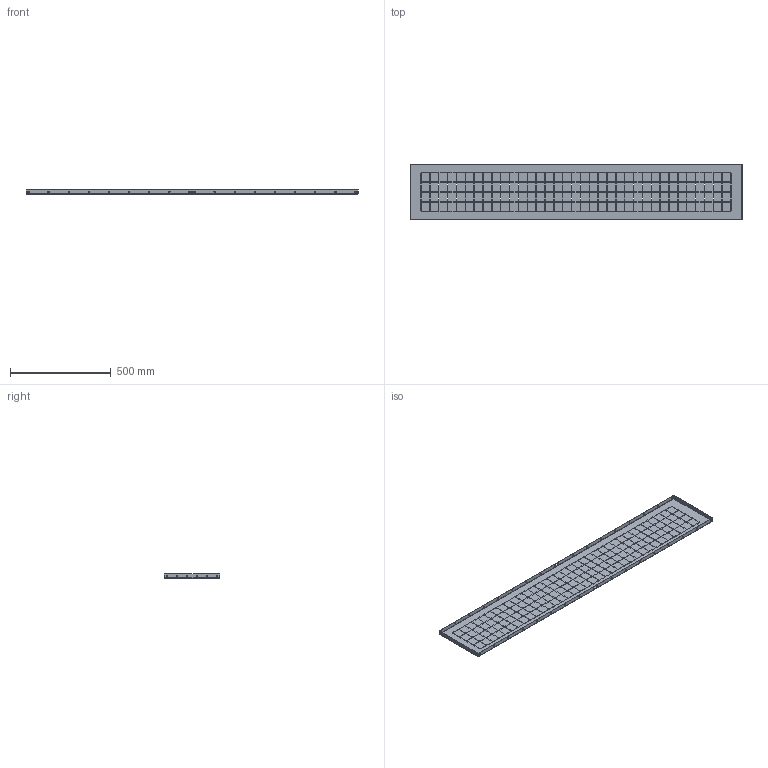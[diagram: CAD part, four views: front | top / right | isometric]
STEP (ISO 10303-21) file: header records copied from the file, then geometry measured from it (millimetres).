
FILE_DESCRIPTION (( 'STEP AP214' ), '1' );
FILE_NAME ('ÌÈ-2573.00.00.001 Ïåðåãîðîäêà âåðòèêàëüíàÿ ïî ãëóáèíå øêàôà 1800õ400.STEP', '2022-12-09T06:25:23', ( '' ), ( '' ), 'SwSTEP 2.0', 'SolidWorks 2021', '' );
FILE_SCHEMA (( 'AUTOMOTIVE_DESIGN' ));
Length unit declared in the file: millimetre
Products named in the file (1): ÌÈ-2573.00.00.001 Ïåðåãîðîäêà âåðòèêàëüíàÿ ïî ãëóáèíå øêàôà 1800õ400
Bounding box: 1649 x 275 x 21 mm (x, y, z)
Volume: 499723.4 mm3; surface area: 1031932.8 mm2
Topology: 1 solids, 1 shells, 1410 faces, 4192 edges, 2784 vertices
Faces by surface type: plane 1302, cylinder 100, bspline 8
Entity records: 48559 total; most frequent: CARTESIAN_POINT 9148, ORIENTED_EDGE 8384, DIRECTION 7154, EDGE_CURVE 4192, LINE 3980, VECTOR 3980, VERTEX_POINT 2784, EDGE_LOOP 2140
